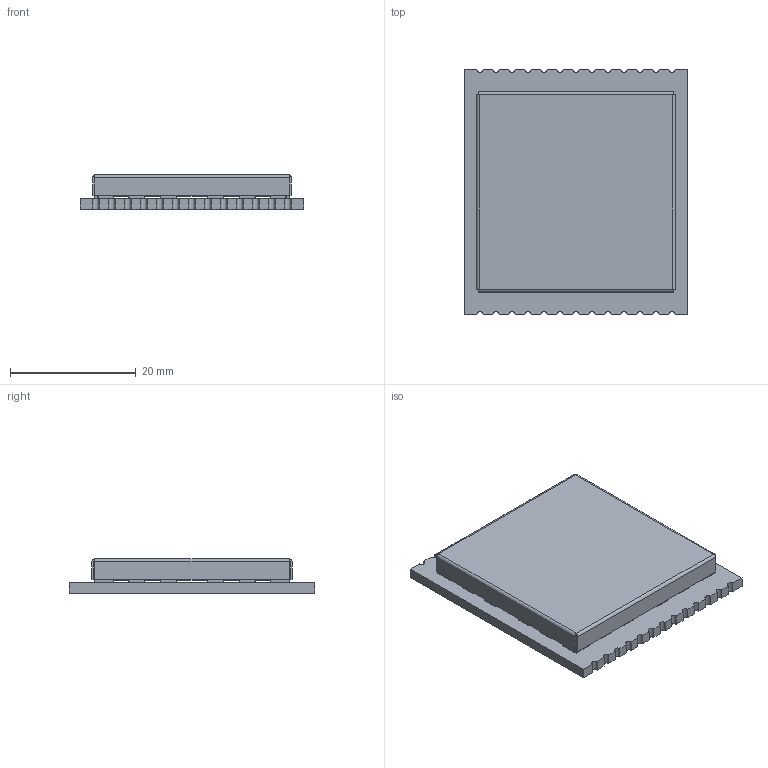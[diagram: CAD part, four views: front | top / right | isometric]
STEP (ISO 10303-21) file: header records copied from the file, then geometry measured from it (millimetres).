
FILE_DESCRIPTION (( 'STEP AP214' ), '1' );
FILE_NAME ('A7585D.STEP', '2020-06-11T14:12:24', ( '' ), ( '' ), 'SwSTEP 2.0', 'SolidWorks 2018', '' );
FILE_SCHEMA (( 'AUTOMOTIVE_DESIGN' ));
Length unit declared in the file: millimetre
Products named in the file (4): shield_holder; Board_A7585D; empty_cap; A7585D
Assembly tree (3 placements, depth 2):
  A7585D
    Board_A7585D
    shield_holder
    empty_cap
Bounding box: 35.56 x 39 x 5.44 mm (x, y, z)
Volume: 3004.2 mm3; surface area: 7286.4 mm2
Topology: 3 solids, 3 shells, 294 faces, 812 edges, 527 vertices
Faces by surface type: plane 154, cylinder 125, sphere 15
Entity records: 12201 total; most frequent: DIRECTION 1675, CARTESIAN_POINT 1612, ORIENTED_EDGE 1588, EDGE_CURVE 794, AXIS2_PLACEMENT_3D 581, VERTEX_POINT 518, VECTOR 513, LINE 513
